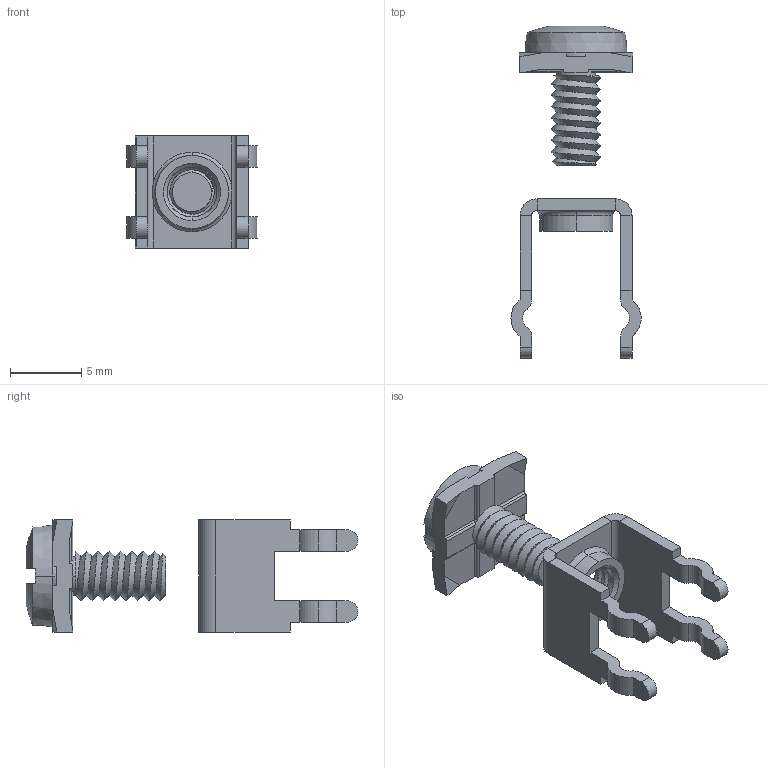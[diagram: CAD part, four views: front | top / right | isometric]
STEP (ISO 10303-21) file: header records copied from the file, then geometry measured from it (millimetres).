
FILE_DESCRIPTION (( 'STEP AP214' ), '1' );
FILE_NAME ('7691-sems.STEP', '2011-09-23T13:51:08', ( 'Richard Maletta' ), ( '' ), 'SwSTEP 2.0', 'SolidWorks 2009', '' );
FILE_SCHEMA (( 'AUTOMOTIVE_DESIGN' ));
Length unit declared in the file: millimetre
Products named in the file (1): 7691-sems
Bounding box: 9.14 x 23.32 x 7.87 mm (x, y, z)
Volume: 323.4 mm3; surface area: 840.1 mm2
Topology: 3 solids, 3 shells, 211 faces, 589 edges, 382 vertices
Faces by surface type: plane 117, cylinder 72, cone 14, torus 4, bspline 4
Entity records: 10144 total; most frequent: CARTESIAN_POINT 2490, ORIENTED_EDGE 1174, DIRECTION 1039, EDGE_CURVE 587, VERTEX_POINT 382, VECTOR 359, LINE 359, AXIS2_PLACEMENT_3D 340
